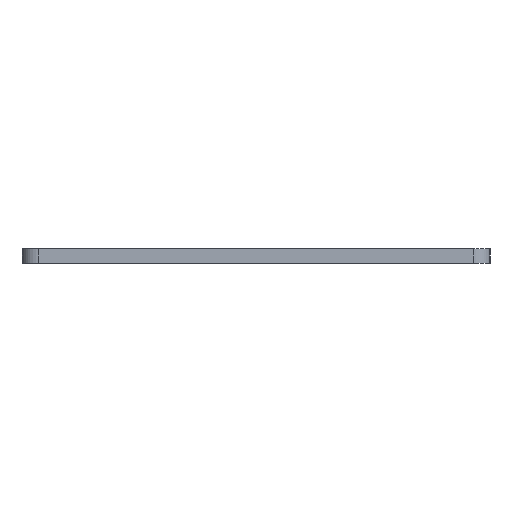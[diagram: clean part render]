
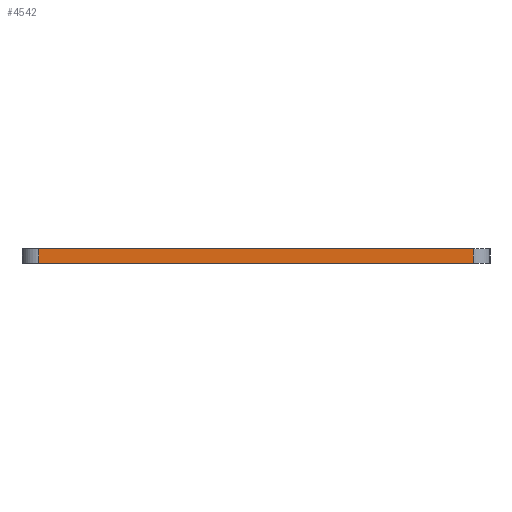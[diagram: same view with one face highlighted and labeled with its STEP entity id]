
A CAD part, left-side view. The second image highlights one B-rep face of the part: STEP entity #4542.
In plain terms, the highlighted planar face has unit normal (-1, 0, 0).
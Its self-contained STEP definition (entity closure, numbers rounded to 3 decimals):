
#270=FACE_OUTER_BOUND('',#512,.T.);
#512=EDGE_LOOP('',(#4109,#4110,#4111,#4112));
#808=LINE('',#6470,#1438);
#1037=LINE('',#6931,#1667);
#1142=LINE('',#7134,#1772);
#1143=LINE('',#7136,#1773);
#1438=VECTOR('',#5231,10.);
#1667=VECTOR('',#5626,10.);
#1772=VECTOR('',#5847,10.);
#1773=VECTOR('',#5850,10.);
#2014=VERTEX_POINT('',#6467);
#2015=VERTEX_POINT('',#6469);
#2163=VERTEX_POINT('',#6928);
#2164=VERTEX_POINT('',#6930);
#2501=EDGE_CURVE('',#2014,#2015,#808,.T.);
#2734=EDGE_CURVE('',#2163,#2164,#1037,.T.);
#2842=EDGE_CURVE('',#2014,#2164,#1142,.T.);
#2843=EDGE_CURVE('',#2015,#2163,#1143,.T.);
#4109=ORIENTED_EDGE('',*,*,#2501,.F.);
#4110=ORIENTED_EDGE('',*,*,#2842,.T.);
#4111=ORIENTED_EDGE('',*,*,#2734,.F.);
#4112=ORIENTED_EDGE('',*,*,#2843,.F.);
#4333=PLANE('',#4779);
#4542=ADVANCED_FACE('',(#270),#4333,.T.);
#4779=AXIS2_PLACEMENT_3D('',#7135,#5848,#5849);
#5231=DIRECTION('',(0.,1.,0.));
#5626=DIRECTION('',(0.,-1.,0.));
#5847=DIRECTION('',(0.,0.,1.));
#5848=DIRECTION('center_axis',(-1.,0.,0.));
#5849=DIRECTION('ref_axis',(0.,-1.,0.));
#5850=DIRECTION('',(0.,0.,1.));
#6467=CARTESIAN_POINT('',(-73.15,-32.25,1.51));
#6469=CARTESIAN_POINT('',(-73.15,32.25,1.51));
#6470=CARTESIAN_POINT('',(-73.15,16.125,1.51));
#6928=CARTESIAN_POINT('',(-73.15,32.25,3.71));
#6930=CARTESIAN_POINT('',(-73.15,-32.25,3.71));
#6931=CARTESIAN_POINT('',(-73.15,16.125,3.71));
#7134=CARTESIAN_POINT('',(-73.15,-32.25,1.51));
#7135=CARTESIAN_POINT('Origin',(-73.15,32.25,1.51));
#7136=CARTESIAN_POINT('',(-73.15,32.25,1.51));
